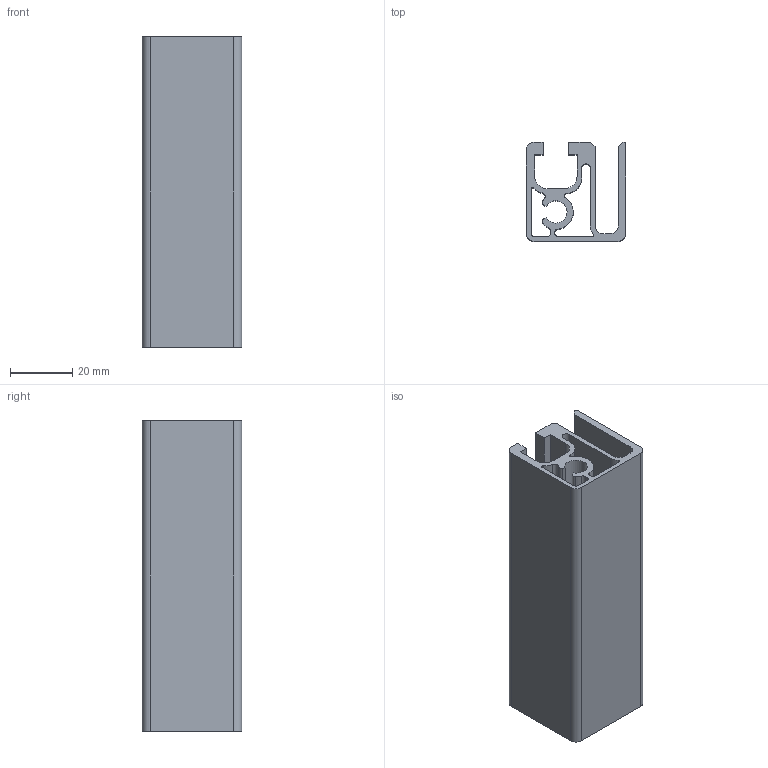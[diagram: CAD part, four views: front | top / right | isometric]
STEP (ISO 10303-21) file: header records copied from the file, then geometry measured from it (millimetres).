
FILE_DESCRIPTION(/* description */ ('Profil 32 x 32'),/* implementation_level */ '2;1');
FILE_NAME(/* name */ '113232.stp',/* time_stamp */ '2015-11-03T12:04:07+01:00',/* author */ ('user'),/* organization */ (''),/* preprocessor_version */ 'ST-DEVELOPER v15.2',/* originating_system */ 'Autodesk Inventor 2014',/* authorisation */ '');
FILE_SCHEMA (('AUTOMOTIVE_DESIGN { 1 0 10303 214 3 1 1 }'));
Length unit declared in the file: millimetre
Products named in the file (1): 113232
Bounding box: 32 x 32 x 100 mm (x, y, z)
Volume: 37498.9 mm3; surface area: 35055.9 mm2
Topology: 1 solids, 1 shells, 56 faces, 162 edges, 108 vertices
Faces by surface type: plane 29, cylinder 27
Entity records: 1892 total; most frequent: DIRECTION 330, CARTESIAN_POINT 327, ORIENTED_EDGE 324, EDGE_CURVE 162, AXIS2_PLACEMENT_3D 111, LINE 108, VECTOR 108, VERTEX_POINT 108
